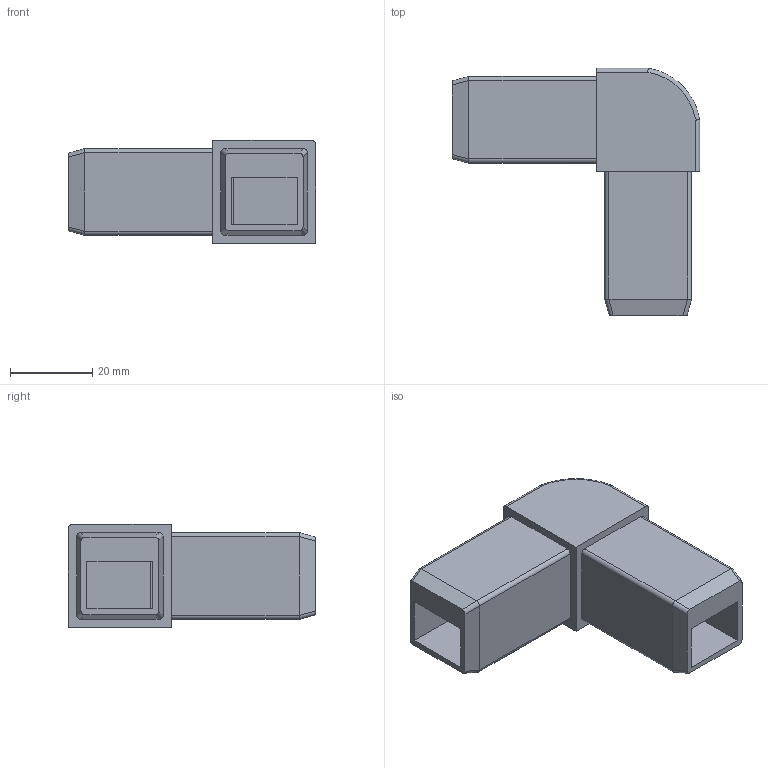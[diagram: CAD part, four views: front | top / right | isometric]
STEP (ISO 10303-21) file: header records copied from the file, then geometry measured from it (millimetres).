
FILE_DESCRIPTION(/* description */ ('GIUNZIONE PROFILI Q25-2VA NYLON R.7039 -'),/* implementation_level */ '2;1');
FILE_NAME(/* name */ 'DGIPD0000011 (XF30105G).stp',/* time_stamp */ '2020-09-11T16:21:22+02:00',/* author */ ('tecnico5'),/* organization */ (''),/* preprocessor_version */ 'ST-DEVELOPER v17.2',/* originating_system */ 'Autodesk Inventor 2019',/* authorisation */ '');
FILE_SCHEMA (('AUTOMOTIVE_DESIGN { 1 0 10303 214 3 1 1 }'));
Length unit declared in the file: millimetre
Products named in the file (1): DGIPD0000011 (XF30105G)
Bounding box: 60 x 60 x 25 mm (x, y, z)
Volume: 30274.6 mm3; surface area: 13446.3 mm2
Topology: 1 solids, 1 shells, 52 faces, 142 edges, 94 vertices
Faces by surface type: plane 32, cylinder 19, torus 1
Entity records: 1718 total; most frequent: CARTESIAN_POINT 311, DIRECTION 291, ORIENTED_EDGE 284, EDGE_CURVE 142, AXIS2_PLACEMENT_3D 98, LINE 95, VECTOR 95, VERTEX_POINT 94
